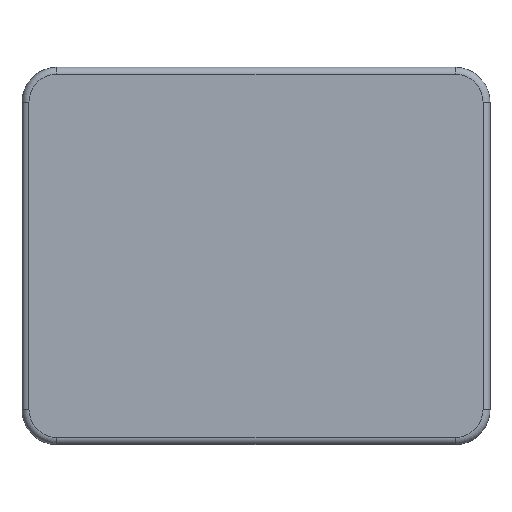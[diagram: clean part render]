
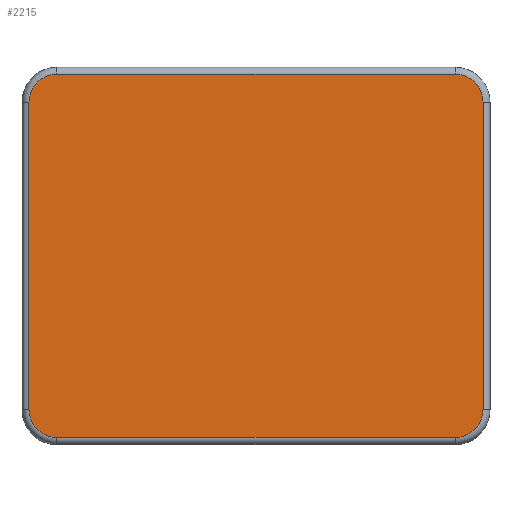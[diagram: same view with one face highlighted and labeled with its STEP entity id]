
A CAD part, top view. The second image highlights one B-rep face of the part: STEP entity #2215.
In plain terms, the highlighted planar face has unit normal (0, 0, 1).
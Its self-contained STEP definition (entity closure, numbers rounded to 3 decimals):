
#107=PLANE('',#2507);
#241=FACE_OUTER_BOUND('',#375,.T.);
#375=EDGE_LOOP('',(#2000,#2001,#2002,#2003,#2004,#2005,#2006,#2007));
#531=LINE('',#3987,#702);
#537=LINE('',#4020,#708);
#539=LINE('',#4023,#710);
#541=LINE('',#4026,#712);
#702=VECTOR('',#3144,10.);
#708=VECTOR('',#3180,10.);
#710=VECTOR('',#3184,10.);
#712=VECTOR('',#3188,10.);
#854=CIRCLE('',#2476,4.);
#859=CIRCLE('',#2483,4.);
#864=CIRCLE('',#2491,4.);
#869=CIRCLE('',#2498,4.);
#1056=VERTEX_POINT('',#3958);
#1058=VERTEX_POINT('',#3962);
#1062=VERTEX_POINT('',#3973);
#1064=VERTEX_POINT('',#3977);
#1068=VERTEX_POINT('',#3991);
#1070=VERTEX_POINT('',#3995);
#1074=VERTEX_POINT('',#4006);
#1076=VERTEX_POINT('',#4010);
#1360=EDGE_CURVE('',#1058,#1056,#854,.T.);
#1367=EDGE_CURVE('',#1064,#1062,#859,.T.);
#1371=EDGE_CURVE('',#1056,#1064,#531,.T.);
#1376=EDGE_CURVE('',#1070,#1068,#864,.T.);
#1383=EDGE_CURVE('',#1076,#1074,#869,.T.);
#1387=EDGE_CURVE('',#1062,#1076,#537,.T.);
#1389=EDGE_CURVE('',#1074,#1070,#539,.T.);
#1391=EDGE_CURVE('',#1068,#1058,#541,.T.);
#2000=ORIENTED_EDGE('',*,*,#1383,.F.);
#2001=ORIENTED_EDGE('',*,*,#1387,.F.);
#2002=ORIENTED_EDGE('',*,*,#1367,.F.);
#2003=ORIENTED_EDGE('',*,*,#1371,.F.);
#2004=ORIENTED_EDGE('',*,*,#1360,.F.);
#2005=ORIENTED_EDGE('',*,*,#1391,.F.);
#2006=ORIENTED_EDGE('',*,*,#1376,.F.);
#2007=ORIENTED_EDGE('',*,*,#1389,.F.);
#2215=ADVANCED_FACE('',(#241),#107,.T.);
#2476=AXIS2_PLACEMENT_3D('',#3964,#3118,#3119);
#2483=AXIS2_PLACEMENT_3D('',#3979,#3134,#3135);
#2491=AXIS2_PLACEMENT_3D('',#3997,#3154,#3155);
#2498=AXIS2_PLACEMENT_3D('',#4012,#3170,#3171);
#2507=AXIS2_PLACEMENT_3D('',#4040,#3203,#3204);
#3118=DIRECTION('center_axis',(0.,0.,-1.));
#3119=DIRECTION('ref_axis',(0.707,-0.707,0.));
#3134=DIRECTION('center_axis',(0.,0.,-1.));
#3135=DIRECTION('ref_axis',(-0.707,-0.707,0.));
#3144=DIRECTION('',(-1.,0.,0.));
#3154=DIRECTION('center_axis',(0.,0.,-1.));
#3155=DIRECTION('ref_axis',(0.707,0.707,0.));
#3170=DIRECTION('center_axis',(0.,0.,-1.));
#3171=DIRECTION('ref_axis',(-0.707,0.707,0.));
#3180=DIRECTION('',(0.,1.,0.));
#3184=DIRECTION('',(1.,0.,0.));
#3188=DIRECTION('',(0.,-1.,0.));
#3203=DIRECTION('center_axis',(0.,0.,1.));
#3204=DIRECTION('ref_axis',(1.,0.,0.));
#3958=CARTESIAN_POINT('',(28.5,-26.,20.));
#3962=CARTESIAN_POINT('',(32.5,-22.,20.));
#3964=CARTESIAN_POINT('Origin',(28.5,-22.,20.));
#3973=CARTESIAN_POINT('',(-32.5,-22.,20.));
#3977=CARTESIAN_POINT('',(-28.5,-26.,20.));
#3979=CARTESIAN_POINT('Origin',(-28.5,-22.,20.));
#3987=CARTESIAN_POINT('',(-16.75,-26.,20.));
#3991=CARTESIAN_POINT('',(32.5,22.,20.));
#3995=CARTESIAN_POINT('',(28.5,26.,20.));
#3997=CARTESIAN_POINT('Origin',(28.5,22.,20.));
#4006=CARTESIAN_POINT('',(-28.5,26.,20.));
#4010=CARTESIAN_POINT('',(-32.5,22.,20.));
#4012=CARTESIAN_POINT('Origin',(-28.5,22.,20.));
#4020=CARTESIAN_POINT('',(-32.5,13.5,20.));
#4023=CARTESIAN_POINT('',(16.75,26.,20.));
#4026=CARTESIAN_POINT('',(32.5,-13.5,20.));
#4040=CARTESIAN_POINT('Origin',(0.,0.,20.));
